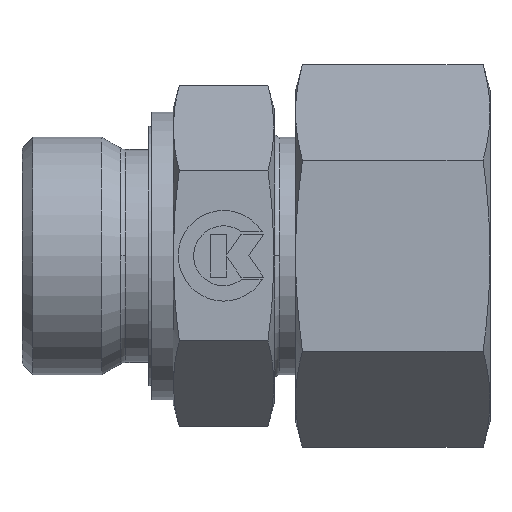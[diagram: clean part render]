
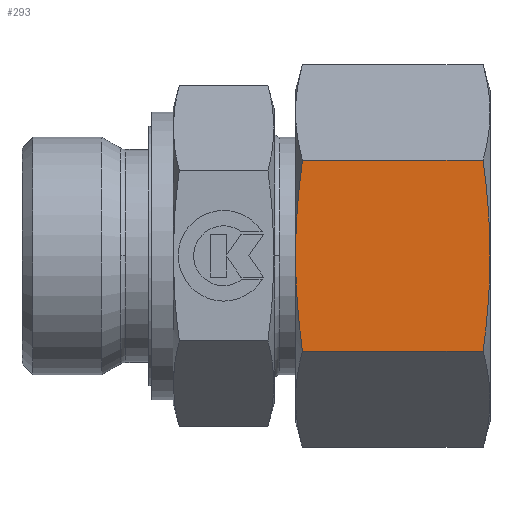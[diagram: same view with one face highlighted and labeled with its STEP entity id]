
A CAD part, top view. The second image highlights one B-rep face of the part: STEP entity #293.
In plain terms, the highlighted planar face has unit normal (0, 0, 1).
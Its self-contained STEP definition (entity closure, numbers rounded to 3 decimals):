
#293 = ADVANCED_FACE( '', ( #574 ), #575, .F. );
#574 = FACE_OUTER_BOUND( '', #879, .T. );
#575 = PLANE( '', #880 );
#879 = EDGE_LOOP( '', ( #1855, #1856, #1857, #1858, #1859, #1860 ) );
#880 = AXIS2_PLACEMENT_3D( '', #1861, #1862, #1863 );
#1855 = ORIENTED_EDGE( '', *, *, #2323, .F. );
#1856 = ORIENTED_EDGE( '', *, *, #2315, .F. );
#1857 = ORIENTED_EDGE( '', *, *, #2324, .F. );
#1858 = ORIENTED_EDGE( '', *, *, #2325, .F. );
#1859 = ORIENTED_EDGE( '', *, *, #2318, .T. );
#1860 = ORIENTED_EDGE( '', *, *, #2326, .F. );
#1861 = CARTESIAN_POINT( '', ( 38.5, -13.279, 23. ) );
#1862 = DIRECTION( '', ( 0., 0., -1. ) );
#1863 = DIRECTION( '', ( 0., -1., 0. ) );
#2315 = EDGE_CURVE( '', #2832, #2834, #2835, .T. );
#2318 = EDGE_CURVE( '', #2840, #2837, #2841, .T. );
#2323 = EDGE_CURVE( '', #2834, #2847, #2848, .T. );
#2324 = EDGE_CURVE( '', #2849, #2832, #2850, .T. );
#2325 = EDGE_CURVE( '', #2840, #2849, #2851, .T. );
#2326 = EDGE_CURVE( '', #2847, #2837, #2852, .T. );
#2832 = VERTEX_POINT( '', #3783 );
#2834 = VERTEX_POINT( '', #3794 );
#2835 = LINE( '', #3795, #3796 );
#2837 = VERTEX_POINT( '', #3807 );
#2840 = VERTEX_POINT( '', #3819 );
#2841 = LINE( '', #3820, #3821 );
#2847 = VERTEX_POINT( '', #3855 );
#2848 = ( B_SPLINE_CURVE( 2, ( #3857, #3858, #3859 ), .UNSPECIFIED., .F., .F. )B_SPLINE_CURVE_WITH_KNOTS( ( 3, 3 ), ( 11.096, 25.931 ), .UNSPECIFIED. )RATIONAL_B_SPLINE_CURVE( ( 1.058, 1.068, 1. ) )BOUNDED_CURVE(  )REPRESENTATION_ITEM( '' )GEOMETRIC_REPRESENTATION_ITEM(  )CURVE(  ) );
#2849 = VERTEX_POINT( '', #3866 );
#2850 = ( B_SPLINE_CURVE( 2, ( #3868, #3869, #3870 ), .UNSPECIFIED., .F., .F. )B_SPLINE_CURVE_WITH_KNOTS( ( 3, 3 ), ( 25.931, 40.766 ), .UNSPECIFIED. )RATIONAL_B_SPLINE_CURVE( ( 1., 1.068, 1.058 ) )BOUNDED_CURVE(  )REPRESENTATION_ITEM( '' )GEOMETRIC_REPRESENTATION_ITEM(  )CURVE(  ) );
#2851 = ( B_SPLINE_CURVE( 2, ( #3878, #3879, #3880 ), .UNSPECIFIED., .F., .F. )B_SPLINE_CURVE_WITH_KNOTS( ( 3, 3 ), ( 11.096, 25.931 ), .UNSPECIFIED. )RATIONAL_B_SPLINE_CURVE( ( 1.058, 1.068, 1. ) )BOUNDED_CURVE(  )REPRESENTATION_ITEM( '' )GEOMETRIC_REPRESENTATION_ITEM(  )CURVE(  ) );
#2852 = ( B_SPLINE_CURVE( 2, ( #3888, #3889, #3890 ), .UNSPECIFIED., .F., .F. )B_SPLINE_CURVE_WITH_KNOTS( ( 3, 3 ), ( 25.931, 40.766 ), .UNSPECIFIED. )RATIONAL_B_SPLINE_CURVE( ( 1., 1.068, 1.058 ) )BOUNDED_CURVE(  )REPRESENTATION_ITEM( '' )GEOMETRIC_REPRESENTATION_ITEM(  )CURVE(  ) );
#3783 = CARTESIAN_POINT( '', ( 37.547, -13.279, 23. ) );
#3794 = CARTESIAN_POINT( '', ( 12.453, -13.279, 23. ) );
#3795 = CARTESIAN_POINT( '', ( 38.5, -13.279, 23. ) );
#3796 = VECTOR( '', #4487, 1. );
#3807 = CARTESIAN_POINT( '', ( 12.453, 13.279, 23. ) );
#3819 = CARTESIAN_POINT( '', ( 37.547, 13.279, 23. ) );
#3820 = CARTESIAN_POINT( '', ( 38.5, 13.279, 23. ) );
#3821 = VECTOR( '', #4488, 1. );
#3855 = CARTESIAN_POINT( '', ( 11.5, 0., 23. ) );
#3857 = CARTESIAN_POINT( '', ( 12.453, -13.279, 23. ) );
#3858 = CARTESIAN_POINT( '', ( 11.5, -6.163, 23. ) );
#3859 = CARTESIAN_POINT( '', ( 11.5, 0., 23. ) );
#3866 = CARTESIAN_POINT( '', ( 38.5, 0., 23. ) );
#3868 = CARTESIAN_POINT( '', ( 38.5, 0., 23. ) );
#3869 = CARTESIAN_POINT( '', ( 38.5, -6.163, 23. ) );
#3870 = CARTESIAN_POINT( '', ( 37.547, -13.279, 23. ) );
#3878 = CARTESIAN_POINT( '', ( 37.547, 13.279, 23. ) );
#3879 = CARTESIAN_POINT( '', ( 38.5, 6.163, 23. ) );
#3880 = CARTESIAN_POINT( '', ( 38.5, 0., 23. ) );
#3888 = CARTESIAN_POINT( '', ( 11.5, 0., 23. ) );
#3889 = CARTESIAN_POINT( '', ( 11.5, 6.163, 23. ) );
#3890 = CARTESIAN_POINT( '', ( 12.453, 13.279, 23. ) );
#4487 = DIRECTION( '', ( -1., 0., 0. ) );
#4488 = DIRECTION( '', ( -1., 0., 0. ) );
